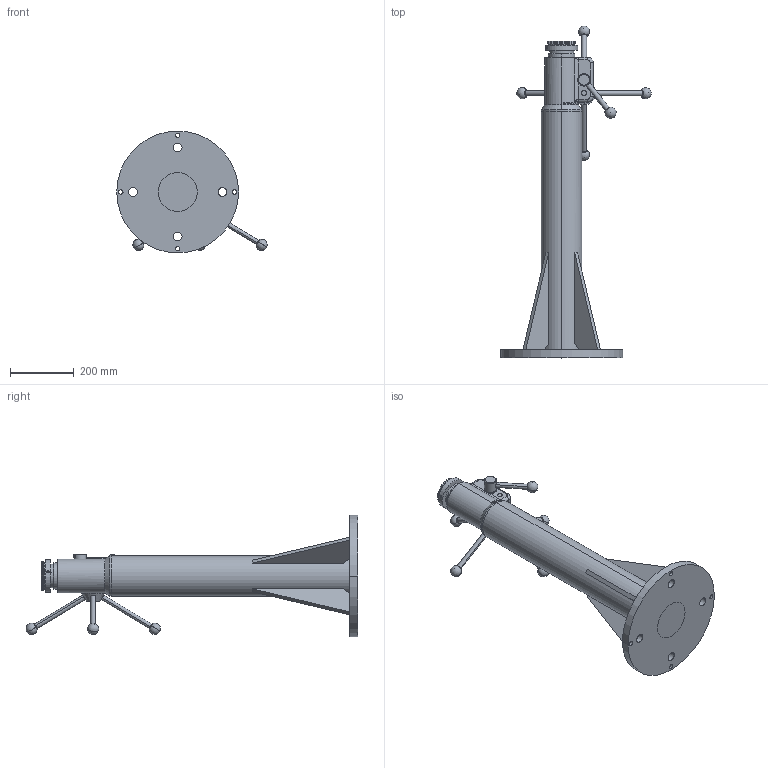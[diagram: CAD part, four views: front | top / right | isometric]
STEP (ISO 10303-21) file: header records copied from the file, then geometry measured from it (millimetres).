
FILE_DESCRIPTION (( 'STEP AP214' ), '1' );
FILE_NAME ('330-0.STEP', '2020-10-13T20:35:17', ( '' ), ( '' ), 'SwSTEP 2.0', 'SolidWorks 2020', '' );
FILE_SCHEMA (( 'AUTOMOTIVE_DESIGN' ));
Length unit declared in the file: inch
Products named in the file (1): 330-0
Bounding box: 470.52 x 1038.46 x 381 mm (x, y, z)
Volume: 15644345.9 mm3; surface area: 912315.9 mm2
Topology: 13 solids, 13 shells, 551 faces, 1180 edges, 677 vertices
Faces by surface type: cone 259, cylinder 163, plane 88, bspline 19, sphere 12, torus 10
Entity records: 16730 total; most frequent: CARTESIAN_POINT 4713, DIRECTION 2663, ORIENTED_EDGE 2300, EDGE_CURVE 1150, AXIS2_PLACEMENT_3D 1087, VERTEX_POINT 662, EDGE_LOOP 604, CIRCLE 554
